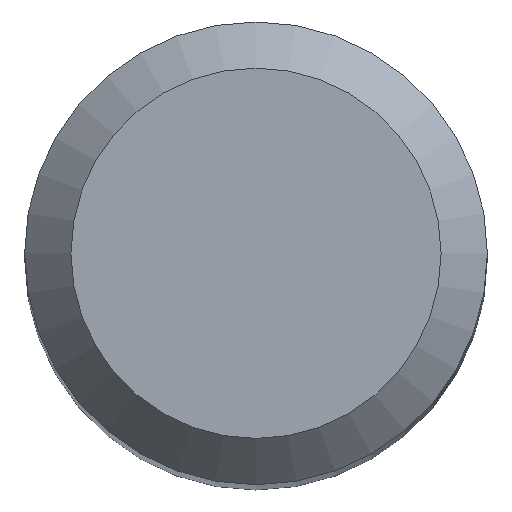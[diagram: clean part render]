
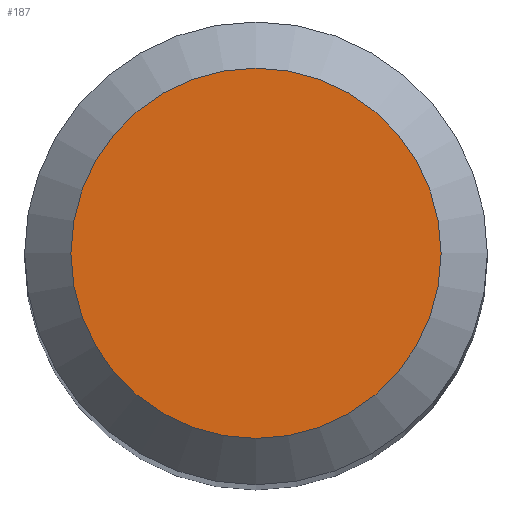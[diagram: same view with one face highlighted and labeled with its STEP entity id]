
A CAD part, top view. The second image highlights one B-rep face of the part: STEP entity #187.
In plain terms, the highlighted planar face has unit normal (0, 0, 1).
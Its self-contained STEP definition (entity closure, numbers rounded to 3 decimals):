
#6 = FACE_OUTER_BOUND ( 'NONE', #257, .T. ) ;
#31 = CARTESIAN_POINT ( 'NONE',  ( 0., 0., 38. ) ) ;
#55 = DIRECTION ( 'NONE',  ( 0., 1., 0. ) ) ;
#62 = AXIS2_PLACEMENT_3D ( 'NONE', #284, #146, #238 ) ;
#70 = PLANE ( 'NONE',  #62 ) ;
#87 = CIRCLE ( 'NONE', #159, 1.2 ) ;
#127 = VERTEX_POINT ( 'NONE', #182 ) ;
#146 = DIRECTION ( 'NONE',  ( 0., 0., -1. ) ) ;
#159 = AXIS2_PLACEMENT_3D ( 'NONE', #31, #285, #55 ) ;
#182 = CARTESIAN_POINT ( 'NONE',  ( 0., 1.2, 38. ) ) ;
#187 = ADVANCED_FACE ( 'NONE', ( #6 ), #70, .F. ) ;
#188 = ORIENTED_EDGE ( 'NONE', *, *, #206, .F. ) ;
#206 = EDGE_CURVE ( 'NONE', #127, #127, #87, .T. ) ;
#238 = DIRECTION ( 'NONE',  ( 0., 1., 0. ) ) ;
#257 = EDGE_LOOP ( 'NONE', ( #188 ) ) ;
#284 = CARTESIAN_POINT ( 'NONE',  ( 0., 0., 38. ) ) ;
#285 = DIRECTION ( 'NONE',  ( 0., 0., -1. ) ) ;
